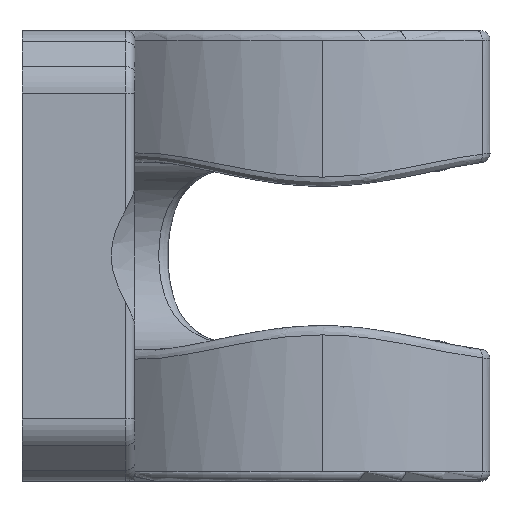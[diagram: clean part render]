
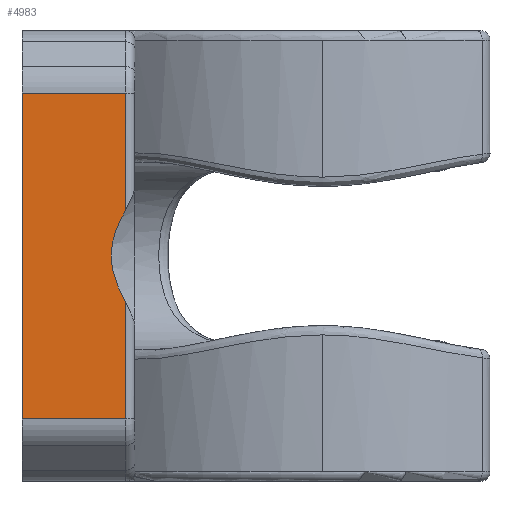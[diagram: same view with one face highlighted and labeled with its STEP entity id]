
A CAD part, left-side view. The second image highlights one B-rep face of the part: STEP entity #4983.
In plain terms, the highlighted planar face has unit normal (-1, 0, 0).
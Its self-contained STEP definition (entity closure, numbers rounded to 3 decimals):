
#12 = LINE ( 'NONE', #231, #1176 ) ;
#43 = CARTESIAN_POINT ( 'NONE',  ( -14., 16., 3.328 ) ) ;
#179 = DIRECTION ( 'NONE',  ( 1., 0., 0. ) ) ;
#231 = CARTESIAN_POINT ( 'NONE',  ( -14., 10., 3.328 ) ) ;
#416 = CARTESIAN_POINT ( 'NONE',  ( -14., 11.155, 12.847 ) ) ;
#497 = DIRECTION ( 'NONE',  ( 0., 0., 1. ) ) ;
#554 = EDGE_CURVE ( 'NONE', #606, #3865, #1083, .T. ) ;
#606 = VERTEX_POINT ( 'NONE', #2527 ) ;
#631 = CARTESIAN_POINT ( 'NONE',  ( -14., 10.5, 24. ) ) ;
#681 = CARTESIAN_POINT ( 'NONE',  ( -14., 10.5, 9.589 ) ) ;
#698 = LINE ( 'NONE', #631, #3911 ) ;
#779 = VERTEX_POINT ( 'NONE', #3736 ) ;
#874 = CARTESIAN_POINT ( 'NONE',  ( -14., 10.711, 9.961 ) ) ;
#886 = EDGE_CURVE ( 'NONE', #3865, #3728, #1963, .T. ) ;
#898 = CARTESIAN_POINT ( 'NONE',  ( -14., 10.897, 13.655 ) ) ;
#1073 = ORIENTED_EDGE ( 'NONE', *, *, #886, .T. ) ;
#1083 = LINE ( 'NONE', #2572, #4985 ) ;
#1176 = VECTOR ( 'NONE', #1641, 1000. ) ;
#1233 = ORIENTED_EDGE ( 'NONE', *, *, #554, .T. ) ;
#1288 = FACE_OUTER_BOUND ( 'NONE', #4884, .T. ) ;
#1303 = CARTESIAN_POINT ( 'NONE',  ( -14., 16., 20.672 ) ) ;
#1353 = CARTESIAN_POINT ( 'NONE',  ( -14., 10.5, 14.411 ) ) ;
#1386 = CARTESIAN_POINT ( 'NONE',  ( -14., 16., 3.328 ) ) ;
#1641 = DIRECTION ( 'NONE',  ( 0., -1., 0. ) ) ;
#1677 = DIRECTION ( 'NONE',  ( 0., 0., 1. ) ) ;
#1787 = CARTESIAN_POINT ( 'NONE',  ( -14., 10.896, 10.343 ) ) ;
#1812 = CARTESIAN_POINT ( 'NONE',  ( -14., 10.5, 20.672 ) ) ;
#1963 = LINE ( 'NONE', #2673, #4659 ) ;
#2048 = ORIENTED_EDGE ( 'NONE', *, *, #4797, .F. ) ;
#2125 = VERTEX_POINT ( 'NONE', #1386 ) ;
#2247 = CARTESIAN_POINT ( 'NONE',  ( -14., 11.155, 11.155 ) ) ;
#2467 = CARTESIAN_POINT ( 'NONE',  ( -14., 13., 24. ) ) ;
#2527 = CARTESIAN_POINT ( 'NONE',  ( -14., 10.5, 14.411 ) ) ;
#2571 = VERTEX_POINT ( 'NONE', #681 ) ;
#2572 = CARTESIAN_POINT ( 'NONE',  ( -14., 10.5, 24. ) ) ;
#2673 = CARTESIAN_POINT ( 'NONE',  ( -14., 22., 20.672 ) ) ;
#2694 = CARTESIAN_POINT ( 'NONE',  ( -14., 11.25, 11.787 ) ) ;
#2974 = EDGE_CURVE ( 'NONE', #779, #2571, #698, .T. ) ;
#3170 = CARTESIAN_POINT ( 'NONE',  ( -14., 11.23, 12.426 ) ) ;
#3412 = DIRECTION ( 'NONE',  ( 0., 0., -1. ) ) ;
#3640 = CARTESIAN_POINT ( 'NONE',  ( -14., 11.1, 13.052 ) ) ;
#3728 = VERTEX_POINT ( 'NONE', #1303 ) ;
#3736 = CARTESIAN_POINT ( 'NONE',  ( -14., 10.5, 3.328 ) ) ;
#3865 = VERTEX_POINT ( 'NONE', #1812 ) ;
#3911 = VECTOR ( 'NONE', #5680, 1000. ) ;
#3927 = AXIS2_PLACEMENT_3D ( 'NONE', #2467, #179, #3412 ) ;
#3937 = B_SPLINE_CURVE_WITH_KNOTS ( 'NONE', 3,
 ( #4088, #874, #1787, #5004, #2247, #5458, #2694, #5943, #3170, #416, #3640, #898, #4106, #1353 ),
 .UNSPECIFIED., .F., .F.,
 ( 4, 2, 2, 2, 2, 2, 4 ),
 ( 0., 0.001, 0.002, 0.003, 0.003, 0.004, 0.005 ),
 .UNSPECIFIED. ) ;
#3966 = EDGE_CURVE ( 'NONE', #2571, #606, #3937, .T. ) ;
#4005 = VECTOR ( 'NONE', #497, 1000. ) ;
#4088 = CARTESIAN_POINT ( 'NONE',  ( -14., 10.5, 9.589 ) ) ;
#4106 = CARTESIAN_POINT ( 'NONE',  ( -14., 10.709, 14.043 ) ) ;
#4189 = EDGE_CURVE ( 'NONE', #2125, #779, #12, .T. ) ;
#4659 = VECTOR ( 'NONE', #5593, 1000. ) ;
#4797 = EDGE_CURVE ( 'NONE', #2125, #3728, #4864, .T. ) ;
#4864 = LINE ( 'NONE', #43, #4005 ) ;
#4884 = EDGE_LOOP ( 'NONE', ( #5580, #5332, #1233, #1073, #2048, #5979 ) ) ;
#4983 = ADVANCED_FACE ( 'NONE', ( #1288 ), #5706, .F. ) ;
#4985 = VECTOR ( 'NONE', #1677, 1000. ) ;
#5004 = CARTESIAN_POINT ( 'NONE',  ( -14., 11.1, 10.947 ) ) ;
#5332 = ORIENTED_EDGE ( 'NONE', *, *, #3966, .T. ) ;
#5458 = CARTESIAN_POINT ( 'NONE',  ( -14., 11.23, 11.576 ) ) ;
#5580 = ORIENTED_EDGE ( 'NONE', *, *, #2974, .T. ) ;
#5593 = DIRECTION ( 'NONE',  ( 0., 1., 0. ) ) ;
#5680 = DIRECTION ( 'NONE',  ( 0., 0., 1. ) ) ;
#5706 = PLANE ( 'NONE',  #3927 ) ;
#5943 = CARTESIAN_POINT ( 'NONE',  ( -14., 11.25, 12.211 ) ) ;
#5979 = ORIENTED_EDGE ( 'NONE', *, *, #4189, .T. ) ;
